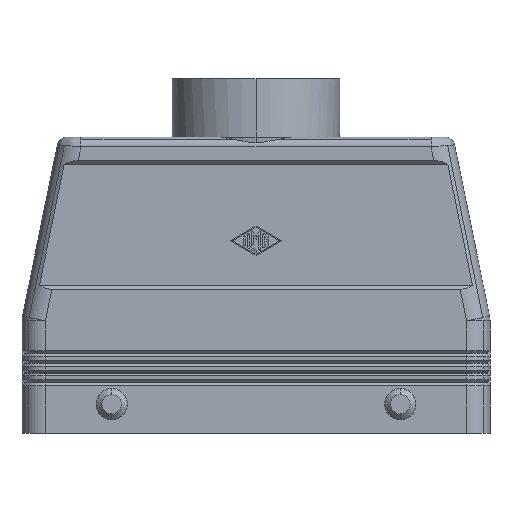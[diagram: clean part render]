
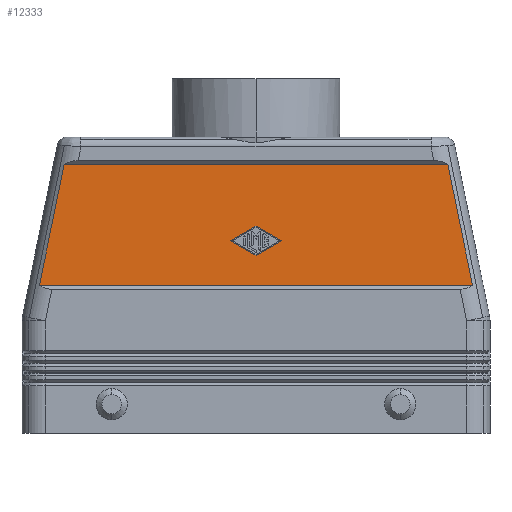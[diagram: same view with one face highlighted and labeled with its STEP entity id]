
A CAD part, front view. The second image highlights one B-rep face of the part: STEP entity #12333.
In plain terms, the highlighted planar face has unit normal (0, -1, 0).
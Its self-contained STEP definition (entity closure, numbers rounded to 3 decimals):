
#539=CARTESIAN_POINT('',(49.191,-20.5,69.0));
#540=VERTEX_POINT('',#539);
#548=CARTESIAN_POINT('',(55.525,-20.5,38.0));
#549=VERTEX_POINT('',#548);
#550=CARTESIAN_POINT('',(49.191,-20.5,69.0));
#551=DIRECTION('',(0.2,0.0,-0.98));
#552=VECTOR('',#551,31.64);
#553=LINE('',#550,#552);
#554=EDGE_CURVE('',#540,#549,#553,.T.);
#775=CARTESIAN_POINT('',(-55.525,-20.5,38.0));
#776=VERTEX_POINT('',#775);
#784=CARTESIAN_POINT('',(-49.191,-20.5,69.0));
#785=VERTEX_POINT('',#784);
#786=CARTESIAN_POINT('',(-55.525,-20.5,38.0));
#787=DIRECTION('',(0.2,0.0,0.98));
#788=VECTOR('',#787,31.64);
#789=LINE('',#786,#788);
#790=EDGE_CURVE('',#776,#785,#789,.T.);
#11478=CARTESIAN_POINT('',(0.,-20.5,53.149));
#11479=VERTEX_POINT('',#11478);
#11480=CARTESIAN_POINT('',(6.5,-20.5,49.4));
#11481=VERTEX_POINT('',#11480);
#11482=CARTESIAN_POINT('',(0.,-20.5,53.149));
#11483=DIRECTION('',(0.866,0.0,-0.5));
#11484=VECTOR('',#11483,7.504);
#11485=LINE('',#11482,#11484);
#11486=EDGE_CURVE('',#11479,#11481,#11485,.T.);
#11518=CARTESIAN_POINT('',(0.,-20.5,45.651));
#11519=VERTEX_POINT('',#11518);
#11520=CARTESIAN_POINT('',(6.5,-20.5,49.4));
#11521=DIRECTION('',(-0.866,0.0,-0.5));
#11522=VECTOR('',#11521,7.504);
#11523=LINE('',#11520,#11522);
#11524=EDGE_CURVE('',#11481,#11519,#11523,.T.);
#11602=CARTESIAN_POINT('',(-6.5,-20.5,49.4));
#11603=VERTEX_POINT('',#11602);
#11604=CARTESIAN_POINT('',(0.,-20.5,45.651));
#11605=DIRECTION('',(-0.866,0.0,0.5));
#11606=VECTOR('',#11605,7.504);
#11607=LINE('',#11604,#11606);
#11608=EDGE_CURVE('',#11519,#11603,#11607,.T.);
#11633=CARTESIAN_POINT('',(-6.5,-20.5,49.4));
#11634=DIRECTION('',(0.866,0.0,0.5));
#11635=VECTOR('',#11634,7.504);
#11636=LINE('',#11633,#11635);
#11637=EDGE_CURVE('',#11603,#11479,#11636,.T.);
#12306=CARTESIAN_POINT('',(0.0,-20.5,69.0));
#12307=DIRECTION('',(0.0,1.0,0.0));
#12308=DIRECTION('',(0.0,0.0,1.0));
#12309=AXIS2_PLACEMENT_3D('',#12306,#12307,#12308);
#12310=PLANE('',#12309);
#12311=ORIENTED_EDGE('',*,*,#554,.F.);
#12312=CARTESIAN_POINT('',(-49.191,-20.5,69.0));
#12313=DIRECTION('',(1.0,0.0,0.0));
#12314=VECTOR('',#12313,98.383);
#12315=LINE('',#12312,#12314);
#12316=EDGE_CURVE('',#785,#540,#12315,.T.);
#12317=ORIENTED_EDGE('',*,*,#12316,.F.);
#12318=ORIENTED_EDGE('',*,*,#790,.F.);
#12319=CARTESIAN_POINT('',(-55.525,-20.5,38.0));
#12320=DIRECTION('',(1.0,0.0,0.0));
#12321=VECTOR('',#12320,111.049);
#12322=LINE('',#12319,#12321);
#12323=EDGE_CURVE('',#776,#549,#12322,.T.);
#12324=ORIENTED_EDGE('',*,*,#12323,.T.);
#12325=EDGE_LOOP('',(#12311,#12317,#12318,#12324));
#12326=FACE_OUTER_BOUND('',#12325,.T.);
#12327=ORIENTED_EDGE('',*,*,#11608,.T.);
#12328=ORIENTED_EDGE('',*,*,#11637,.T.);
#12329=ORIENTED_EDGE('',*,*,#11486,.T.);
#12330=ORIENTED_EDGE('',*,*,#11524,.T.);
#12331=EDGE_LOOP('',(#12327,#12328,#12329,#12330));
#12332=FACE_BOUND('',#12331,.T.);
#12333=ADVANCED_FACE('',(#12326,#12332),#12310,.F.);
